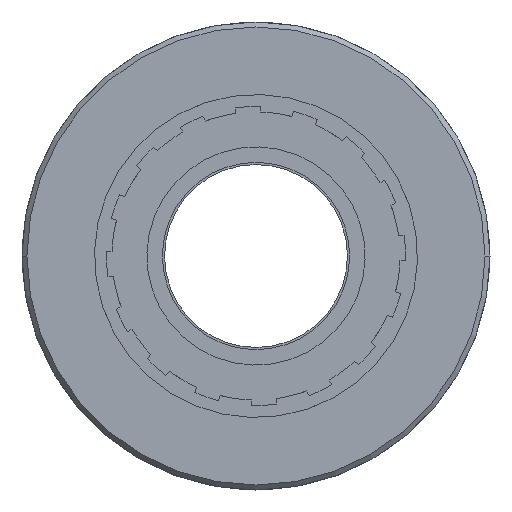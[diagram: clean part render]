
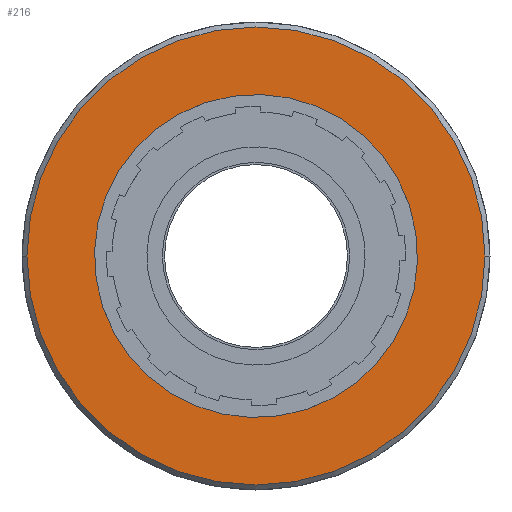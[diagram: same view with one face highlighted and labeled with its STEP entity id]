
A CAD part, front view. The second image highlights one B-rep face of the part: STEP entity #216.
In plain terms, the highlighted planar face has unit normal (0, -1, 0).
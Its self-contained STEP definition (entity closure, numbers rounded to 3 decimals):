
#216=ADVANCED_FACE('',(#569,#570),#571,.T.);
#569=FACE_BOUND('',#1081,.T.);
#570=FACE_OUTER_BOUND('',#1082,.T.);
#571=PLANE('',#1083);
#1081=EDGE_LOOP('',(#1637,#1638));
#1082=EDGE_LOOP('',(#1639,#1640));
#1083=AXIS2_PLACEMENT_3D('',#1641,#1642,#1643);
#1637=ORIENTED_EDGE('',*,*,#3112,.T.);
#1638=ORIENTED_EDGE('',*,*,#3104,.T.);
#1639=ORIENTED_EDGE('',*,*,#3113,.F.);
#1640=ORIENTED_EDGE('',*,*,#3100,.F.);
#1641=CARTESIAN_POINT('',(-28.201,0.,0.0));
#1642=DIRECTION('',(0.0,-1.0,0.0));
#1643=DIRECTION('',(0.0,0.0,-1.0));
#3100=EDGE_CURVE('',#3726,#3728,#3729,.T.);
#3104=EDGE_CURVE('',#3735,#3732,#3736,.T.);
#3112=EDGE_CURVE('',#3732,#3735,#3746,.T.);
#3113=EDGE_CURVE('',#3728,#3726,#3747,.T.);
#3726=VERTEX_POINT('',#4698);
#3728=VERTEX_POINT('',#4701);
#3729=CIRCLE('',#4702,31.8);
#3732=VERTEX_POINT('',#4706);
#3735=VERTEX_POINT('',#4710);
#3736=CIRCLE('',#4711,22.375);
#3746=CIRCLE('',#4722,22.375);
#3747=CIRCLE('',#4723,31.8);
#4698=CARTESIAN_POINT('',(31.8,0.,0.));
#4701=CARTESIAN_POINT('',(-31.8,0.,0.));
#4702=AXIS2_PLACEMENT_3D('',#6029,#6030,#6031);
#4706=CARTESIAN_POINT('',(22.375,0.,0.));
#4710=CARTESIAN_POINT('',(-22.375,0.,0.));
#4711=AXIS2_PLACEMENT_3D('',#6034,#6035,#6036);
#4722=AXIS2_PLACEMENT_3D('',#6050,#6051,#6052);
#4723=AXIS2_PLACEMENT_3D('',#6053,#6054,#6055);
#6029=CARTESIAN_POINT('',(0.0,0.,0.0));
#6030=DIRECTION('',(-0.0,1.0,0.0));
#6031=DIRECTION('',(1.0,0.0,0.0));
#6034=CARTESIAN_POINT('',(0.0,0.,0.0));
#6035=DIRECTION('',(0.0,1.0,0.0));
#6036=DIRECTION('',(-1.0,0.0,0.0));
#6050=CARTESIAN_POINT('',(0.0,0.,0.0));
#6051=DIRECTION('',(0.0,1.0,0.0));
#6052=DIRECTION('',(-1.0,0.0,0.0));
#6053=CARTESIAN_POINT('',(0.0,0.,0.0));
#6054=DIRECTION('',(-0.0,1.0,0.0));
#6055=DIRECTION('',(1.0,0.0,0.0));
